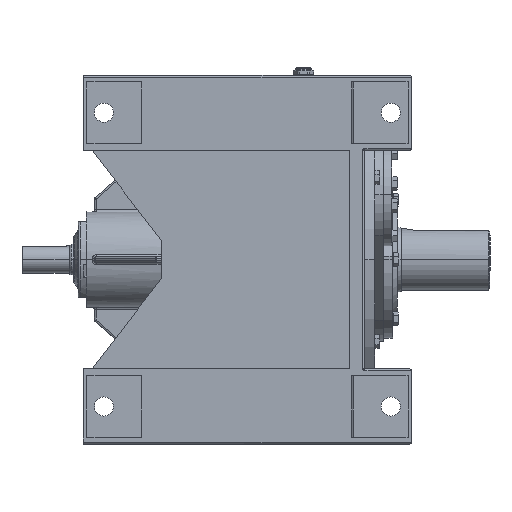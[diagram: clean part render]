
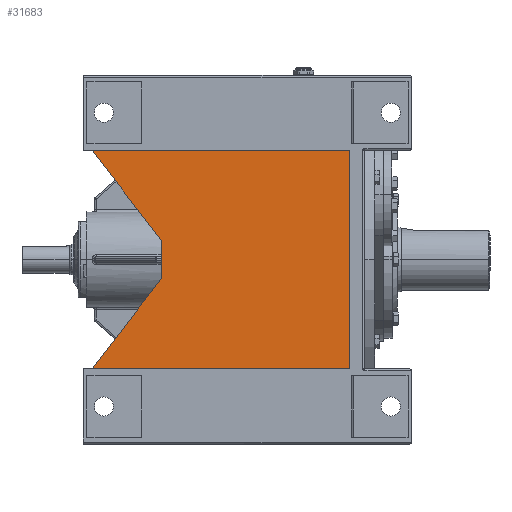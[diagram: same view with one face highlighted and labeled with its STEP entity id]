
A CAD part, front view. The second image highlights one B-rep face of the part: STEP entity #31683.
In plain terms, the highlighted planar face has unit normal (0, -1, 0).
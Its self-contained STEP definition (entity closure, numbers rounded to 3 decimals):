
#359 = CARTESIAN_POINT ( 'NONE',  ( -276., -337., -28. ) ) ;
#594 = FACE_OUTER_BOUND ( 'NONE', #34073, .T. ) ;
#735 = AXIS2_PLACEMENT_3D ( 'NONE', #19040, #11236, #15010 ) ;
#2739 = LINE ( 'NONE', #10528, #19052 ) ;
#3451 = VERTEX_POINT ( 'NONE', #43403 ) ;
#3470 = EDGE_CURVE ( 'NONE', #28051, #22670, #3967, .T. ) ;
#3855 = CARTESIAN_POINT ( 'NONE',  ( 0., -337., 160. ) ) ;
#3967 = LINE ( 'NONE', #18363, #9213 ) ;
#4036 = EDGE_CURVE ( 'NONE', #45292, #44169, #29794, .T. ) ;
#5092 = PLANE ( 'NONE',  #735 ) ;
#6092 = EDGE_CURVE ( 'NONE', #43189, #28051, #2739, .T. ) ;
#6172 = CARTESIAN_POINT ( 'NONE',  ( -376., -337., 158. ) ) ;
#6590 = VECTOR ( 'NONE', #39747, 1000. ) ;
#7299 = CARTESIAN_POINT ( 'NONE',  ( -276., -337., 28. ) ) ;
#9213 = VECTOR ( 'NONE', #32761, 1000. ) ;
#9316 = VERTEX_POINT ( 'NONE', #7299 ) ;
#10306 = VECTOR ( 'NONE', #25948, 1000. ) ;
#10528 = CARTESIAN_POINT ( 'NONE',  ( -390., -337., -160. ) ) ;
#10912 = CARTESIAN_POINT ( 'NONE',  ( -376., -337., -160. ) ) ;
#11236 = DIRECTION ( 'NONE',  ( 0., -1., 0. ) ) ;
#11458 = ORIENTED_EDGE ( 'NONE', *, *, #33496, .T. ) ;
#11527 = CARTESIAN_POINT ( 'NONE',  ( -276., -337., -160. ) ) ;
#11860 = CARTESIAN_POINT ( 'NONE',  ( -276., -337., -28. ) ) ;
#11868 = VECTOR ( 'NONE', #31878, 1000. ) ;
#11921 = ORIENTED_EDGE ( 'NONE', *, *, #6092, .T. ) ;
#12149 = VECTOR ( 'NONE', #41807, 1000. ) ;
#13007 = EDGE_CURVE ( 'NONE', #3451, #36878, #29504, .T. ) ;
#15007 = VECTOR ( 'NONE', #43427, 1000. ) ;
#15010 = DIRECTION ( 'NONE',  ( 1., 0., 0. ) ) ;
#18363 = CARTESIAN_POINT ( 'NONE',  ( 0., -337., 0. ) ) ;
#19040 = CARTESIAN_POINT ( 'NONE',  ( 0., -337., -160. ) ) ;
#19052 = VECTOR ( 'NONE', #45732, 1000. ) ;
#22117 = LINE ( 'NONE', #29422, #38539 ) ;
#22670 = VERTEX_POINT ( 'NONE', #3855 ) ;
#24404 = CARTESIAN_POINT ( 'NONE',  ( -376., -337., -160. ) ) ;
#25377 = ORIENTED_EDGE ( 'NONE', *, *, #3470, .T. ) ;
#25627 = ORIENTED_EDGE ( 'NONE', *, *, #26119, .T. ) ;
#25948 = DIRECTION ( 'NONE',  ( 0., 0., -1. ) ) ;
#26119 = EDGE_CURVE ( 'NONE', #44169, #43189, #36432, .T. ) ;
#27253 = CARTESIAN_POINT ( 'NONE',  ( -376., -337., -158. ) ) ;
#28051 = VERTEX_POINT ( 'NONE', #34630 ) ;
#28474 = DIRECTION ( 'NONE',  ( 1., 0., 0. ) ) ;
#28548 = LINE ( 'NONE', #6172, #11868 ) ;
#29216 = LINE ( 'NONE', #11527, #15007 ) ;
#29422 = CARTESIAN_POINT ( 'NONE',  ( -390., -337., 160. ) ) ;
#29504 = LINE ( 'NONE', #33038, #10306 ) ;
#29794 = LINE ( 'NONE', #11860, #12149 ) ;
#31683 = ADVANCED_FACE ( 'NONE', ( #594 ), #5092, .T. ) ;
#31878 = DIRECTION ( 'NONE',  ( 0.61, 0., -0.793 ) ) ;
#31909 = ORIENTED_EDGE ( 'NONE', *, *, #39504, .F. ) ;
#32761 = DIRECTION ( 'NONE',  ( 0., 0., 1. ) ) ;
#33038 = CARTESIAN_POINT ( 'NONE',  ( -376., -337., -160. ) ) ;
#33496 = EDGE_CURVE ( 'NONE', #36878, #9316, #28548, .T. ) ;
#34073 = EDGE_LOOP ( 'NONE', ( #11921, #25377, #31909, #43278, #11458, #44666, #35515, #25627 ) ) ;
#34358 = CARTESIAN_POINT ( 'NONE',  ( -376., -337., 158. ) ) ;
#34630 = CARTESIAN_POINT ( 'NONE',  ( 0., -337., -160. ) ) ;
#35515 = ORIENTED_EDGE ( 'NONE', *, *, #4036, .T. ) ;
#36432 = LINE ( 'NONE', #10912, #6590 ) ;
#36878 = VERTEX_POINT ( 'NONE', #34358 ) ;
#38119 = EDGE_CURVE ( 'NONE', #9316, #45292, #29216, .T. ) ;
#38539 = VECTOR ( 'NONE', #28474, 1000. ) ;
#39504 = EDGE_CURVE ( 'NONE', #3451, #22670, #22117, .T. ) ;
#39747 = DIRECTION ( 'NONE',  ( 0., 0., -1. ) ) ;
#41807 = DIRECTION ( 'NONE',  ( -0.61, 0., -0.793 ) ) ;
#43189 = VERTEX_POINT ( 'NONE', #24404 ) ;
#43278 = ORIENTED_EDGE ( 'NONE', *, *, #13007, .T. ) ;
#43403 = CARTESIAN_POINT ( 'NONE',  ( -376., -337., 160. ) ) ;
#43427 = DIRECTION ( 'NONE',  ( 0., 0., -1. ) ) ;
#44169 = VERTEX_POINT ( 'NONE', #27253 ) ;
#44666 = ORIENTED_EDGE ( 'NONE', *, *, #38119, .T. ) ;
#45292 = VERTEX_POINT ( 'NONE', #359 ) ;
#45732 = DIRECTION ( 'NONE',  ( 1., 0., 0. ) ) ;
